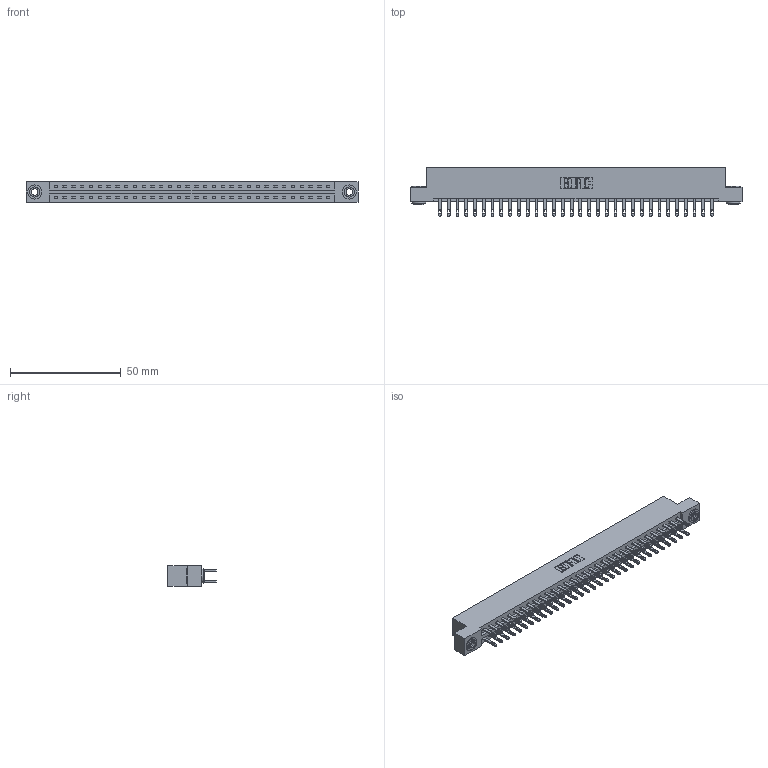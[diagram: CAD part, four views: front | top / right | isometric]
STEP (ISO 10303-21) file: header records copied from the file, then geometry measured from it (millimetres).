
FILE_DESCRIPTION (( 'STEP AP203' ), '1' );
FILE_NAME ('887-064-500-203.STEP', '2020-09-21T02:30:52', ( '' ), ( '' ), 'SwSTEP 2.0', 'SolidWorks 2020', '' );
FILE_SCHEMA (( 'CONFIG_CONTROL_DESIGN' ));
Length unit declared in the file: inch
Products named in the file (4): 345-292-001_345-293-100; 345-250-002_345-250-002-102; 887-064-500-203; 837 Part_Flush Mounting Lugs - 0.156 Dia-TH
Assembly tree (67 placements, depth 2):
  887-064-500-203
    837 Part_Flush Mounting Lugs - 0.156 Dia-TH
    345-292-001_345-293-100  x64
    345-250-002_345-250-002-102  x2
Bounding box: 149.81 x 21.85 x 9.4 mm (x, y, z)
Volume: 15869.9 mm3; surface area: 18778.4 mm2
Topology: 67 solids, 67 shells, 3352 faces, 10179 edges, 6782 vertices
Faces by surface type: plane 2128, cylinder 1216, cone 8
Entity records: 26684 total; most frequent: CARTESIAN_POINT 4477, ORIENTED_EDGE 4406, DIRECTION 3861, EDGE_CURVE 2203, VECTOR 2047, LINE 2047, VERTEX_POINT 1466, AXIS2_PLACEMENT_3D 907
